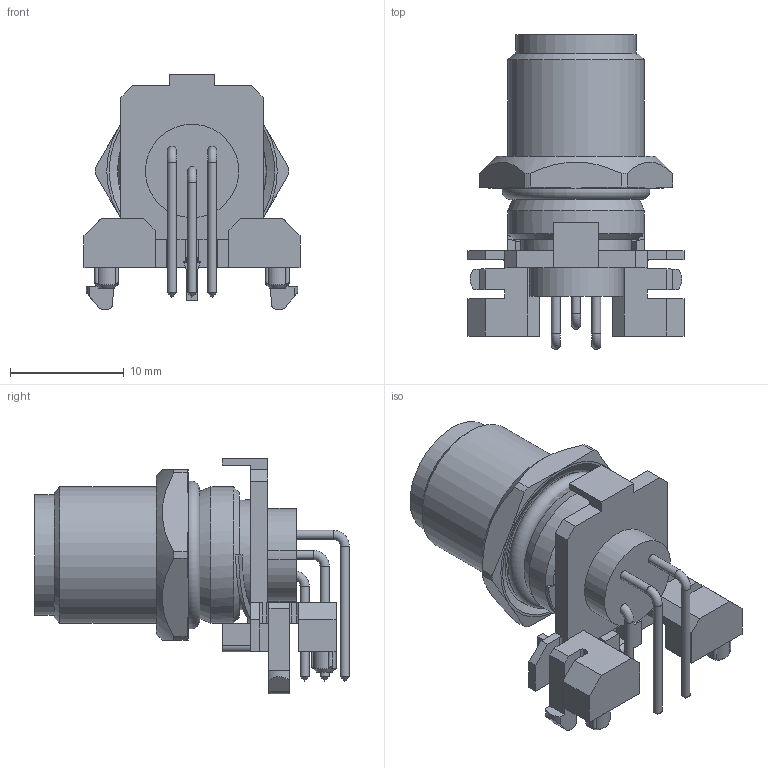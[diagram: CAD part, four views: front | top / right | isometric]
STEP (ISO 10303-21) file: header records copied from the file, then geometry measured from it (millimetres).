
FILE_DESCRIPTION(('FreeCAD Model'),'2;1');
FILE_NAME('Conec_43-01211_M12A_male_Horizontal_fp.step', '2018-08-29T22:13:38',('kicad StepUp'),('ksu MCAD'), 'Open CASCADE STEP processor 7.2','FreeCAD','Unknown');
FILE_SCHEMA(('AUTOMOTIVE_DESIGN { 1 0 10303 214 1 1 1 1 }'));
Length unit declared in the file: millimetre
Products named in the file (1): Conec_43-01211_M12A_male_Horizontal_fp
Bounding box: 19 x 27.66 x 20.7 mm (x, y, z)
Volume: 1460.6 mm3; surface area: 4027 mm2
Topology: 1 solids, 11 shells, 377 faces, 1020 edges, 670 vertices
Faces by surface type: plane 201, cylinder 94, bspline 39, cone 32, torus 11
Full cylindrical faces by diameter (mm): 0.8 x8, 1 x10, 1.05 x5, 1.6 x5, 1.7 x5, 8.3 x1, 8.5 x1, 9.7 x1, 10 x2, 10.6 x1, 11.1 x1, 12 x2
Entity records: 15041 total; most frequent: CARTESIAN_POINT 3117, ORIENTED_EDGE 2034, DIRECTION 1775, EDGE_CURVE 1015, VERTEX_POINT 670, AXIS2_PLACEMENT_3D 610, LINE 555, VECTOR 555
